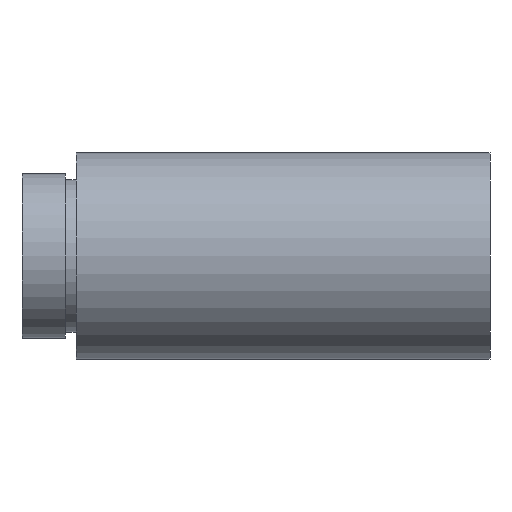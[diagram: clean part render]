
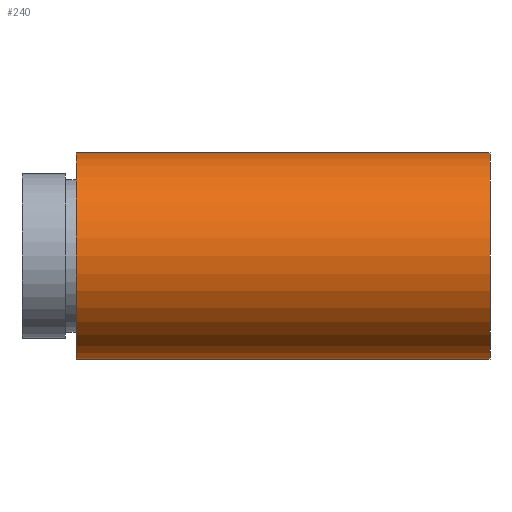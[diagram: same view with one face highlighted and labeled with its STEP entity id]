
A CAD part, left-side view. The second image highlights one B-rep face of the part: STEP entity #240.
In plain terms, the highlighted cylindrical face has radius 9.525 mm (diameter 19.05 mm), a partial arc.
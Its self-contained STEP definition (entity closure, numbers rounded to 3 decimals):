
#15 = LINE ( 'NONE', #415, #77 ) ;
#16 = VERTEX_POINT ( 'NONE', #64 ) ;
#17 = ORIENTED_EDGE ( 'NONE', *, *, #176, .T. ) ;
#64 = CARTESIAN_POINT ( 'NONE',  ( 0., 0., 9.525 ) ) ;
#65 = CIRCLE ( 'NONE', #87, 9.525 ) ;
#77 = VECTOR ( 'NONE', #355, 1000. ) ;
#83 = DIRECTION ( 'NONE',  ( 0., 1., 0. ) ) ;
#87 = AXIS2_PLACEMENT_3D ( 'NONE', #229, #611, #233 ) ;
#103 = EDGE_LOOP ( 'NONE', ( #400, #422, #17, #220 ) ) ;
#105 = LINE ( 'NONE', #277, #535 ) ;
#160 = EDGE_CURVE ( 'NONE', #186, #16, #65, .T. ) ;
#176 = EDGE_CURVE ( 'NONE', #16, #391, #15, .T. ) ;
#180 = CARTESIAN_POINT ( 'NONE',  ( 0., 38.1, 0. ) ) ;
#181 = EDGE_CURVE ( 'NONE', #186, #476, #105, .T. ) ;
#183 = DIRECTION ( 'NONE',  ( 0., 0., 1. ) ) ;
#186 = VERTEX_POINT ( 'NONE', #320 ) ;
#220 = ORIENTED_EDGE ( 'NONE', *, *, #255, .F. ) ;
#229 = CARTESIAN_POINT ( 'NONE',  ( 0., 0., 0. ) ) ;
#233 = DIRECTION ( 'NONE',  ( 0., 0., 1. ) ) ;
#238 = CARTESIAN_POINT ( 'NONE',  ( 0., 161.376, 0. ) ) ;
#240 = ADVANCED_FACE ( 'NONE', ( #399 ), #306, .T. ) ;
#255 = EDGE_CURVE ( 'NONE', #476, #391, #268, .T. ) ;
#268 = CIRCLE ( 'NONE', #326, 9.525 ) ;
#277 = CARTESIAN_POINT ( 'NONE',  ( 0., 161.376, -9.525 ) ) ;
#296 = AXIS2_PLACEMENT_3D ( 'NONE', #238, #569, #471 ) ;
#301 = CARTESIAN_POINT ( 'NONE',  ( 0., 38.1, 9.525 ) ) ;
#306 = CYLINDRICAL_SURFACE ( 'NONE', #296, 9.525 ) ;
#320 = CARTESIAN_POINT ( 'NONE',  ( 0., 0., -9.525 ) ) ;
#326 = AXIS2_PLACEMENT_3D ( 'NONE', #180, #521, #183 ) ;
#355 = DIRECTION ( 'NONE',  ( 0., 1., 0. ) ) ;
#391 = VERTEX_POINT ( 'NONE', #301 ) ;
#399 = FACE_OUTER_BOUND ( 'NONE', #103, .T. ) ;
#400 = ORIENTED_EDGE ( 'NONE', *, *, #181, .F. ) ;
#415 = CARTESIAN_POINT ( 'NONE',  ( 0., 161.376, 9.525 ) ) ;
#422 = ORIENTED_EDGE ( 'NONE', *, *, #160, .T. ) ;
#471 = DIRECTION ( 'NONE',  ( 0., 0., 1. ) ) ;
#476 = VERTEX_POINT ( 'NONE', #562 ) ;
#521 = DIRECTION ( 'NONE',  ( 0., 1., 0. ) ) ;
#535 = VECTOR ( 'NONE', #83, 1000. ) ;
#562 = CARTESIAN_POINT ( 'NONE',  ( 0., 38.1, -9.525 ) ) ;
#569 = DIRECTION ( 'NONE',  ( 0., 1., 0. ) ) ;
#611 = DIRECTION ( 'NONE',  ( 0., 1., 0. ) ) ;
